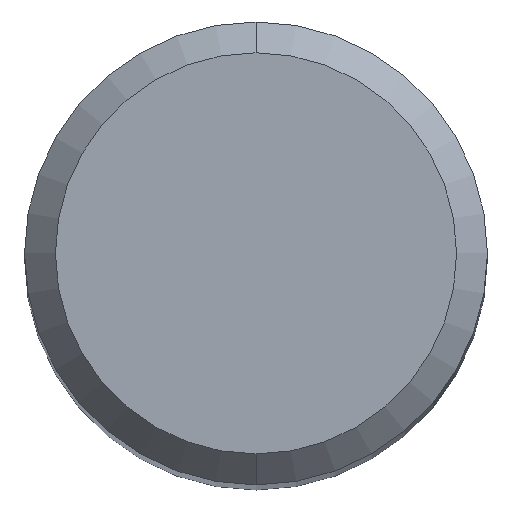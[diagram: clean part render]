
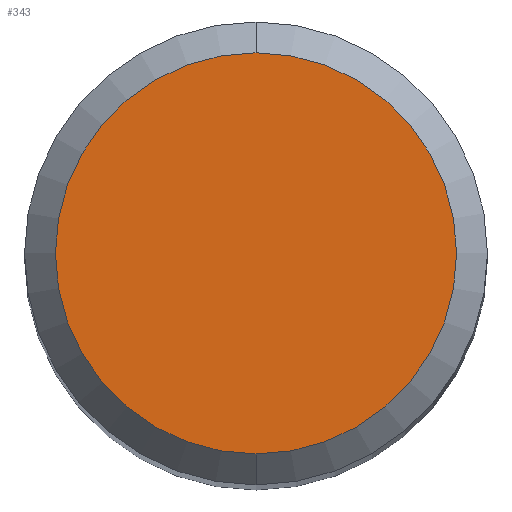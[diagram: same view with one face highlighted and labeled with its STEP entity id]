
A CAD part, top view. The second image highlights one B-rep face of the part: STEP entity #343.
In plain terms, the highlighted planar face has unit normal (0, 0, 1).
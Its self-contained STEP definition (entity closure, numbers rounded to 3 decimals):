
#281=EDGE_CURVE('',#475,#351,#612,.T.);
#343=ADVANCED_FACE('',(#677),#678,.T.);
#351=VERTEX_POINT('',#688);
#457=EDGE_CURVE('',#351,#475,#802,.T.);
#475=VERTEX_POINT('',#823);
#612=CIRCLE('',#1031,2.6);
#677=FACE_OUTER_BOUND('',#1207,.T.);
#678=PLANE('',#1208);
#688=CARTESIAN_POINT('',(0.0,2.6,0.0));
#802=CIRCLE('',#1419,2.6);
#823=CARTESIAN_POINT('',(0.,-2.6,0.0));
#1031=AXIS2_PLACEMENT_3D('',#1634,#1635,#1636);
#1207=EDGE_LOOP('',(#1700,#1701));
#1208=AXIS2_PLACEMENT_3D('',#1702,#1703,#1704);
#1419=AXIS2_PLACEMENT_3D('',#1811,#1812,#1813);
#1634=CARTESIAN_POINT('',(0.0,0.0,0.0));
#1635=DIRECTION('',(0.0,0.0,-1.0));
#1636=DIRECTION('',(0.0,1.0,0.0));
#1700=ORIENTED_EDGE('',*,*,#457,.F.);
#1701=ORIENTED_EDGE('',*,*,#281,.F.);
#1702=CARTESIAN_POINT('',(0.0,1.3,0.0));
#1703=DIRECTION('',(-0.0,0.0,1.0));
#1704=DIRECTION('',(0.0,-1.0,0.0));
#1811=CARTESIAN_POINT('',(0.0,0.0,0.0));
#1812=DIRECTION('',(0.0,0.0,-1.0));
#1813=DIRECTION('',(0.0,1.0,0.0));
